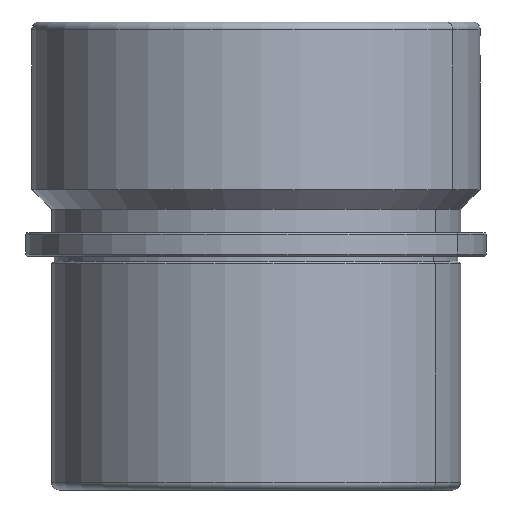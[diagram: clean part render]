
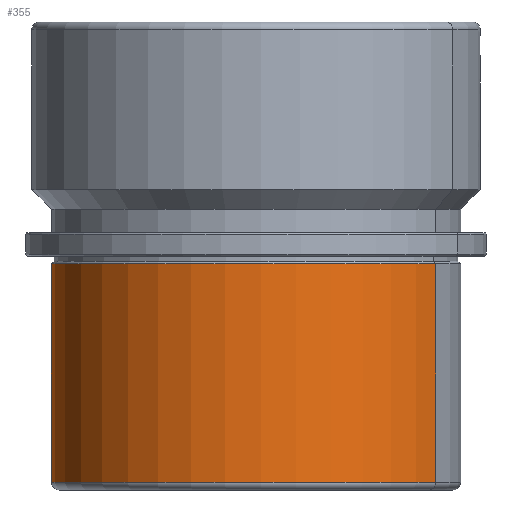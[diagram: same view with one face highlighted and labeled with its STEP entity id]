
A CAD part, front view. The second image highlights one B-rep face of the part: STEP entity #355.
In plain terms, the highlighted cylindrical face has radius 52.5 mm (diameter 105 mm), a partial arc.
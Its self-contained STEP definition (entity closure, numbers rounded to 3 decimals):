
#286=CARTESIAN_POINT('Vertex',(46.073,-25.17,-58.)) ;
#289=CARTESIAN_POINT('Axis2P3D Location',(0.,0.,-58.)) ;
#293=CARTESIAN_POINT('Vertex',(-46.073,25.17,-58.)) ;
#325=CARTESIAN_POINT('Axis2P3D Location',(0.,0.,0.)) ;
#330=CARTESIAN_POINT('Line Origine',(46.073,-25.17,-24.)) ;
#334=CARTESIAN_POINT('Vertex',(46.073,-25.17,-2.)) ;
#337=CARTESIAN_POINT('Axis2P3D Location',(0.,0.,-2.)) ;
#341=CARTESIAN_POINT('Vertex',(-46.073,25.17,-2.)) ;
#344=CARTESIAN_POINT('Line Origine',(-46.073,25.17,-24.)) ;
#290=DIRECTION('Axis2P3D Direction',(0.,0.,-1.)) ;
#326=DIRECTION('Axis2P3D Direction',(0.,0.,-1.)) ;
#327=DIRECTION('Axis2P3D XDirection',(-0.878,0.479,-0.)) ;
#331=DIRECTION('Vector Direction',(0.,0.,-1.)) ;
#338=DIRECTION('Axis2P3D Direction',(0.,0.,-1.)) ;
#345=DIRECTION('Vector Direction',(0.,0.,-1.)) ;
#291=AXIS2_PLACEMENT_3D('Circle Axis2P3D',#289,#290,$) ;
#328=AXIS2_PLACEMENT_3D('Cylinder Axis2P3D',#325,#326,#327) ;
#339=AXIS2_PLACEMENT_3D('Circle Axis2P3D',#337,#338,$) ;
#350=ORIENTED_EDGE('',*,*,#336,.T.) ;
#351=ORIENTED_EDGE('',*,*,#343,.T.) ;
#352=ORIENTED_EDGE('',*,*,#348,.F.) ;
#353=ORIENTED_EDGE('',*,*,#295,.F.) ;
#332=VECTOR('Line Direction',#331,1.) ;
#346=VECTOR('Line Direction',#345,1.) ;
#355=ADVANCED_FACE('PartBody',(#354),#329,.T.) ;
#292=CIRCLE('generated circle',#291,52.5) ;
#340=CIRCLE('generated circle',#339,52.5) ;
#329=CYLINDRICAL_SURFACE('generated cylinder',#328,52.5) ;
#295=EDGE_CURVE('',#287,#294,#292,.T.) ;
#336=EDGE_CURVE('',#287,#335,#333,.F.) ;
#343=EDGE_CURVE('',#335,#342,#340,.T.) ;
#348=EDGE_CURVE('',#294,#342,#347,.F.) ;
#349=EDGE_LOOP('',(#350,#351,#352,#353)) ;
#354=FACE_OUTER_BOUND('',#349,.T.) ;
#333=LINE('Line',#330,#332) ;
#347=LINE('Line',#344,#346) ;
#287=VERTEX_POINT('',#286) ;
#294=VERTEX_POINT('',#293) ;
#335=VERTEX_POINT('',#334) ;
#342=VERTEX_POINT('',#341) ;
